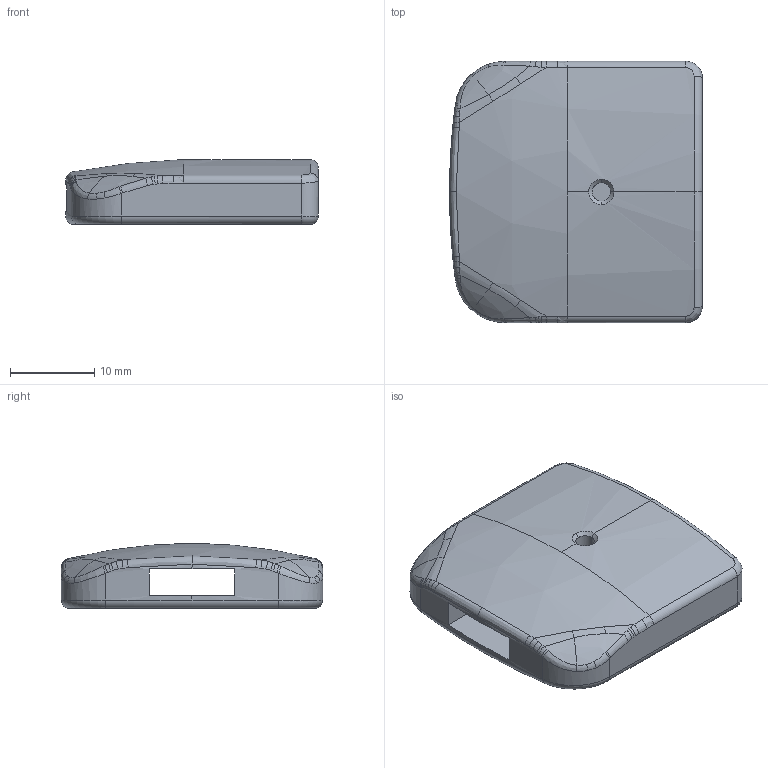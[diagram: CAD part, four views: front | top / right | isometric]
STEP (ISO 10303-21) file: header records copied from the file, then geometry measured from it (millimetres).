
FILE_DESCRIPTION (( 'STEP AP203' ), '1' );
FILE_NAME ('AC-25-E-1C.STEP', '2008-09-18T10:15:30', ( ' ' ), ( ' ' ), 'SwSTEP 2.0', 'SolidWorks 2007', '' );
FILE_SCHEMA (( 'CONFIG_CONTROL_DESIGN' ));
Length unit declared in the file: millimetre
Products named in the file (1): AC-25-E-1C
Bounding box: 30 x 31 x 7.7 mm (x, y, z)
Volume: 3910.1 mm3; surface area: 3892.4 mm2
Topology: 1 solids, 1 shells, 90 faces, 234 edges, 144 vertices
Faces by surface type: bspline 53, cylinder 15, plane 14, torus 7, sphere 1
Entity records: 4798 total; most frequent: CARTESIAN_POINT 2996, ORIENTED_EDGE 468, EDGE_CURVE 234, DIRECTION 179, B_SPLINE_CURVE_WITH_KNOTS 148, VERTEX_POINT 144, EDGE_LOOP 92, ADVANCED_FACE 90
